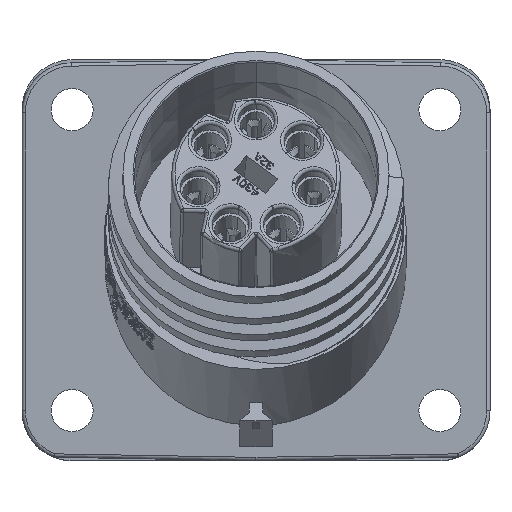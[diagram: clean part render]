
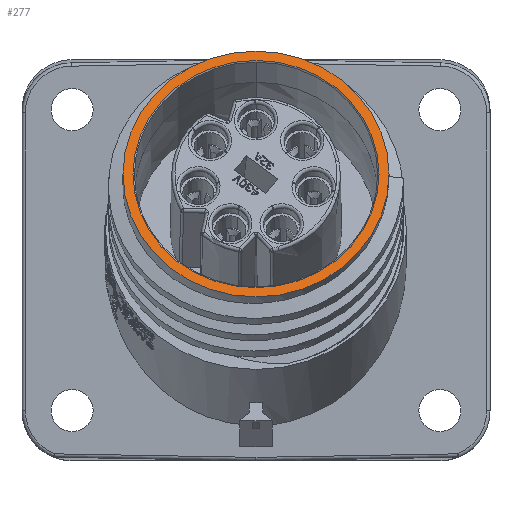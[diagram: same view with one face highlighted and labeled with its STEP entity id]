
A CAD part, top view. The second image highlights one B-rep face of the part: STEP entity #277.
In plain terms, the highlighted planar face has unit normal (0, 0.383, 0.924).
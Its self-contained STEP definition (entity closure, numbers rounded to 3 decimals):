
#277=ADVANCED_FACE('',(#4302,#4303),#4304,.T.);
#4302=FACE_OUTER_BOUND('',#14671,.T.);
#4303=FACE_BOUND('',#14672,.T.);
#4304=PLANE('',#14673);
#14671=EDGE_LOOP('',(#25445,#25446));
#14672=EDGE_LOOP('',(#25447,#25448,#25449,#25450));
#14673=AXIS2_PLACEMENT_3D('',#25451,#25452,#25453);
#25445=ORIENTED_EDGE('',*,*,#56387,.T.);
#25446=ORIENTED_EDGE('',*,*,#56390,.T.);
#25447=ORIENTED_EDGE('',*,*,#54005,.T.);
#25448=ORIENTED_EDGE('',*,*,#56391,.T.);
#25449=ORIENTED_EDGE('',*,*,#56392,.T.);
#25450=ORIENTED_EDGE('',*,*,#54010,.T.);
#25451=CARTESIAN_POINT('',(0.0,43.036,19.401));
#25452=DIRECTION('',(0.0,0.383,0.924));
#25453=DIRECTION('',(1.0,-0.0,0.0));
#54005=EDGE_CURVE('',#64445,#64442,#64446,.T.);
#54010=EDGE_CURVE('',#64451,#64445,#64454,.T.);
#56387=EDGE_CURVE('',#69063,#69064,#69065,.T.);
#56390=EDGE_CURVE('',#69064,#69063,#69068,.T.);
#56391=EDGE_CURVE('',#64442,#69069,#69070,.T.);
#56392=EDGE_CURVE('',#69069,#64451,#69071,.T.);
#64442=VERTEX_POINT('',#82046);
#64445=VERTEX_POINT('',#82050);
#64446=CIRCLE('',#82051,18.4);
#64451=VERTEX_POINT('',#82057);
#64454=CIRCLE('',#82061,18.4);
#69063=VERTEX_POINT('',#92405);
#69064=VERTEX_POINT('',#92406);
#69065=CIRCLE('',#92407,19.9);
#69068=CIRCLE('',#92412,19.9);
#69069=VERTEX_POINT('',#92413);
#69070=CIRCLE('',#92414,18.4);
#69071=CIRCLE('',#92415,18.4);
#82046=CARTESIAN_POINT('',(-18.4,12.82,31.918));
#82050=CARTESIAN_POINT('',(0.,-4.179,38.959));
#82051=AXIS2_PLACEMENT_3D('',#115649,#115650,#115651);
#82057=CARTESIAN_POINT('',(18.4,12.82,31.918));
#82061=AXIS2_PLACEMENT_3D('',#115660,#115661,#115662);
#92405=CARTESIAN_POINT('',(19.9,12.82,31.918));
#92406=CARTESIAN_POINT('',(-19.9,12.82,31.918));
#92407=AXIS2_PLACEMENT_3D('',#118082,#118083,#118084);
#92412=AXIS2_PLACEMENT_3D('',#118087,#118088,#118089);
#92413=CARTESIAN_POINT('',(0.,29.819,24.876));
#92414=AXIS2_PLACEMENT_3D('',#118090,#118091,#118092);
#92415=AXIS2_PLACEMENT_3D('',#118093,#118094,#118095);
#115649=CARTESIAN_POINT('',(0.,12.82,31.918));
#115650=DIRECTION('',(0.0,-0.383,-0.924));
#115651=DIRECTION('',(0.0,-0.924,0.383));
#115660=CARTESIAN_POINT('',(0.,12.82,31.918));
#115661=DIRECTION('',(0.0,-0.383,-0.924));
#115662=DIRECTION('',(0.0,0.924,-0.383));
#118082=CARTESIAN_POINT('',(0.0,12.82,31.918));
#118083=DIRECTION('',(-0.0,0.383,0.924));
#118084=DIRECTION('',(1.0,0.0,0.0));
#118087=CARTESIAN_POINT('',(0.0,12.82,31.918));
#118088=DIRECTION('',(0.0,0.383,0.924));
#118089=DIRECTION('',(-1.0,0.0,0.0));
#118090=CARTESIAN_POINT('',(0.,12.82,31.918));
#118091=DIRECTION('',(0.0,-0.383,-0.924));
#118092=DIRECTION('',(0.0,-0.924,0.383));
#118093=CARTESIAN_POINT('',(0.,12.82,31.918));
#118094=DIRECTION('',(0.0,-0.383,-0.924));
#118095=DIRECTION('',(0.0,0.924,-0.383));
